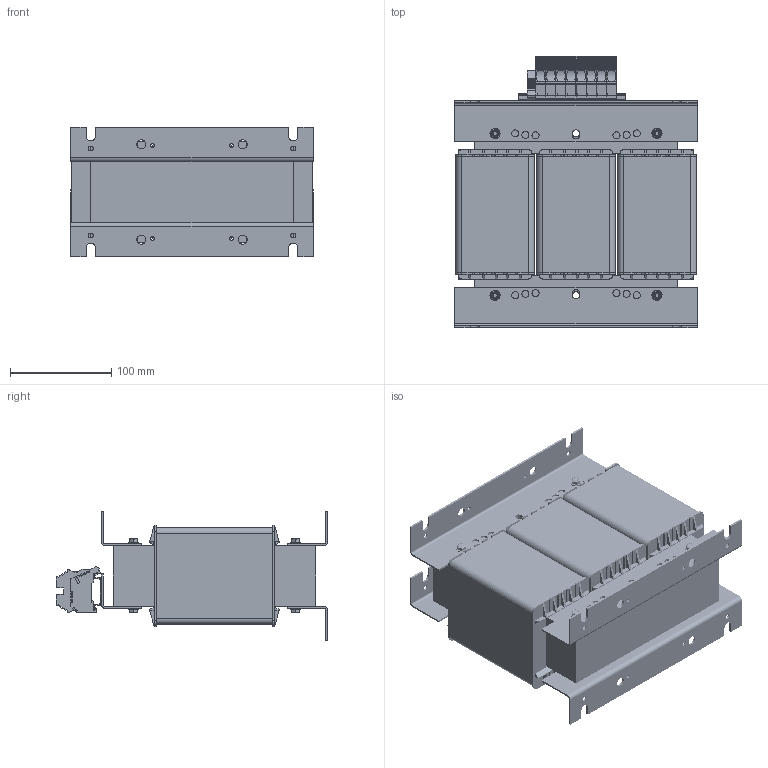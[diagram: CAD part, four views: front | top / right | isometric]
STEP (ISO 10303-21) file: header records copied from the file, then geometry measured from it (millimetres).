
FILE_DESCRIPTION(/* description */ (''),/* implementation_level */ '2;1');
FILE_NAME(/* name */ 'AUTX5.stp',/* time_stamp */ '2022-08-23T08:37:10+02:00',/* author */ ('amr'),/* organization */ (''),/* preprocessor_version */ 'ST-DEVELOPER v16.13',/* originating_system */ 'Autodesk Inventor 2018',/* authorisation */ '');
FILE_SCHEMA (('AUTOMOTIVE_DESIGN { 1 0 10303 214 3 1 1 }'));
Products named in the file (1): AUTX5
Bounding box: 240 x 268.31 x 128 mm (x, y, z)
Surface area: 497815.5 mm2 (no closed solid volume)
Topology: 0 solids, 42 shells, 2222 faces, 7381 edges, 5074 vertices
Faces by surface type: plane 1614, cylinder 588, cone 12, bspline 8
Full cylindrical faces by diameter (mm): 3.5 x6, 4.917 x8, 5.3 x16, 5.8 x1, 7 x26, 9 x7, 10 x8
Entity records: 107440 total; most frequent: CARTESIAN_POINT 41026, DIRECTION 12922, ORIENTED_EDGE 12894, EDGE_CURVE 7271, LINE 5578, VECTOR 5578, VERTEX_POINT 5048, AXIS2_PLACEMENT_3D 3672
